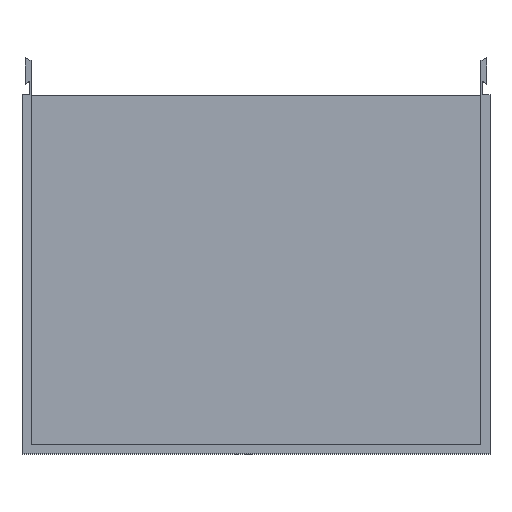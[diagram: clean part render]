
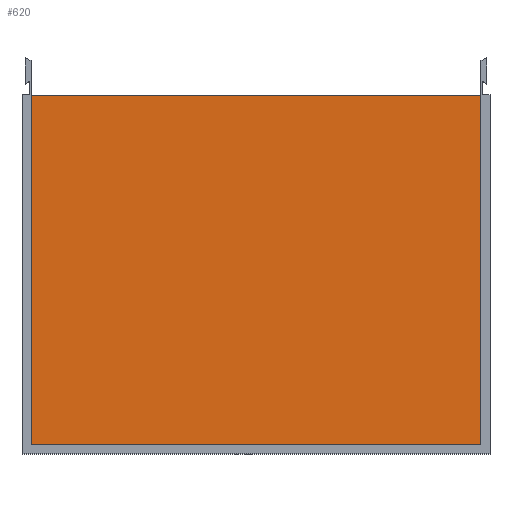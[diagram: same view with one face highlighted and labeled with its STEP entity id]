
A CAD part, top view. The second image highlights one B-rep face of the part: STEP entity #620.
In plain terms, the highlighted planar face has unit normal (0, 0, 1).
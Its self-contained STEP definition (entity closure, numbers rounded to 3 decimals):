
#398 = VERTEX_POINT('',#399);
#399 = CARTESIAN_POINT('',(4.,4.,4.));
#405 = EDGE_CURVE('',#398,#406,#408,.T.);
#406 = VERTEX_POINT('',#407);
#407 = CARTESIAN_POINT('',(4.,153.5,4.));
#408 = LINE('',#409,#410);
#409 = CARTESIAN_POINT('',(4.,4.,4.));
#410 = VECTOR('',#411,1.);
#411 = DIRECTION('',(0.,1.,0.));
#429 = VERTEX_POINT('',#430);
#430 = CARTESIAN_POINT('',(196.,4.,4.));
#436 = EDGE_CURVE('',#429,#398,#437,.T.);
#437 = LINE('',#438,#439);
#438 = CARTESIAN_POINT('',(196.,4.,4.));
#439 = VECTOR('',#440,1.);
#440 = DIRECTION('',(-1.,0.,0.));
#462 = VERTEX_POINT('',#463);
#463 = CARTESIAN_POINT('',(196.,153.5,4.));
#469 = EDGE_CURVE('',#462,#429,#470,.T.);
#470 = LINE('',#471,#472);
#471 = CARTESIAN_POINT('',(196.,170.,4.));
#472 = VECTOR('',#473,1.);
#473 = DIRECTION('',(0.,-1.,0.));
#620 = ADVANCED_FACE('',(#621),#632,.T.);
#621 = FACE_BOUND('',#622,.T.);
#622 = EDGE_LOOP('',(#623,#629,#630,#631));
#623 = ORIENTED_EDGE('',*,*,#624,.F.);
#624 = EDGE_CURVE('',#406,#462,#625,.T.);
#625 = LINE('',#626,#627);
#626 = CARTESIAN_POINT('',(0.,153.5,4.));
#627 = VECTOR('',#628,1.);
#628 = DIRECTION('',(1.,0.,0.));
#629 = ORIENTED_EDGE('',*,*,#405,.F.);
#630 = ORIENTED_EDGE('',*,*,#436,.F.);
#631 = ORIENTED_EDGE('',*,*,#469,.F.);
#632 = PLANE('',#633);
#633 = AXIS2_PLACEMENT_3D('',#634,#635,#636);
#634 = CARTESIAN_POINT('',(100.,95.115,4.));
#635 = DIRECTION('',(0.,0.,1.));
#636 = DIRECTION('',(1.,0.,0.));
